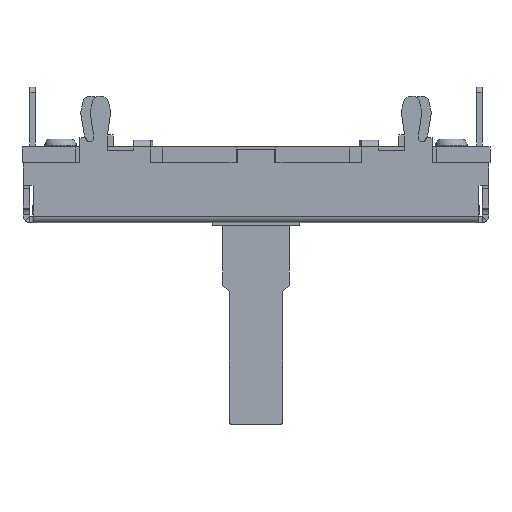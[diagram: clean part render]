
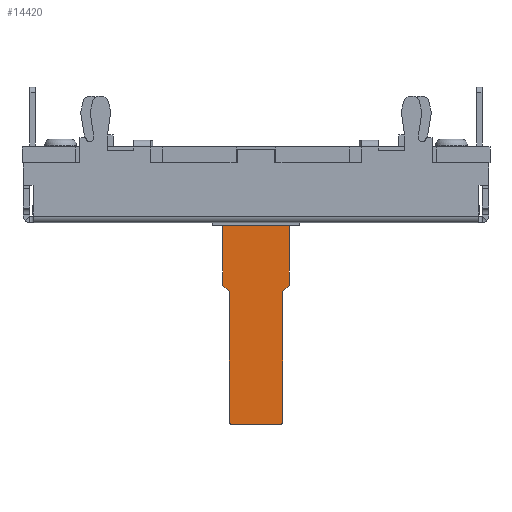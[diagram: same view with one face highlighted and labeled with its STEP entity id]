
A CAD part, front view. The second image highlights one B-rep face of the part: STEP entity #14420.
In plain terms, the highlighted planar face has unit normal (0, -1, 0).
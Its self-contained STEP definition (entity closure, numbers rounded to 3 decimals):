
#12645=CARTESIAN_POINT('',(19.4,4.05,-20.7));
#12646=DIRECTION('',(0.,-1.,0.));
#12647=DIRECTION('',(0.,0.,-1.));
#12648=AXIS2_PLACEMENT_3D('',#12645,#12646,#12647);
#12650=CARTESIAN_POINT('',(15.8,4.05,-20.7));
#12651=DIRECTION('',(0.,-1.,0.));
#12652=DIRECTION('',(-1.,0.,0.));
#12653=AXIS2_PLACEMENT_3D('',#12650,#12651,#12652);
#12655=DIRECTION('',(0.707,0.,-0.707));
#12656=VECTOR('',#12655,0.707);
#12657=CARTESIAN_POINT('',(15.1,4.05,-10.4));
#12658=LINE('',#12657,#12656);
#12659=DIRECTION('',(0.,0.,-1.));
#12660=VECTOR('',#12659,4.5);
#12661=CARTESIAN_POINT('',(15.1,4.05,-5.9));
#12662=LINE('',#12661,#12660);
#12663=DIRECTION('',(-1.,0.,0.));
#12664=VECTOR('',#12663,5.);
#12665=CARTESIAN_POINT('',(20.1,4.05,-5.9));
#12666=LINE('',#12665,#12664);
#12667=DIRECTION('',(0.707,0.,0.707));
#12668=VECTOR('',#12667,0.707);
#12669=CARTESIAN_POINT('',(19.6,4.05,-10.9));
#12670=LINE('',#12669,#12668);
#12675=DIRECTION('',(-1.,0.,0.));
#12676=VECTOR('',#12675,3.6);
#12677=CARTESIAN_POINT('',(19.4,4.05,-20.9));
#12678=LINE('',#12677,#12676);
#12695=DIRECTION('',(0.,0.,1.));
#12696=VECTOR('',#12695,9.8);
#12697=CARTESIAN_POINT('',(15.6,4.05,-20.7));
#12698=LINE('',#12697,#12696);
#12699=DIRECTION('',(0.,0.,-1.));
#12700=VECTOR('',#12699,4.5);
#12701=CARTESIAN_POINT('',(20.1,4.05,-5.9));
#12702=LINE('',#12701,#12700);
#12715=DIRECTION('',(0.,0.,-1.));
#12716=VECTOR('',#12715,9.8);
#12717=CARTESIAN_POINT('',(19.6,4.05,-10.9));
#12718=LINE('',#12717,#12716);
#13031=CARTESIAN_POINT('',(15.1,4.05,-5.9));
#13033=VERTEX_POINT('',#13031);
#13037=CARTESIAN_POINT('',(20.1,4.05,-5.9));
#13038=VERTEX_POINT('',#13037);
#13039=CARTESIAN_POINT('',(15.1,4.05,-10.4));
#13041=VERTEX_POINT('',#13039);
#13045=CARTESIAN_POINT('',(15.6,4.05,-10.9));
#13046=VERTEX_POINT('',#13045);
#13059=CARTESIAN_POINT('',(19.4,4.05,-20.9));
#13060=CARTESIAN_POINT('',(19.6,4.05,-20.7));
#13061=VERTEX_POINT('',#13059);
#13062=VERTEX_POINT('',#13060);
#13063=CARTESIAN_POINT('',(15.8,4.05,-20.9));
#13064=VERTEX_POINT('',#13063);
#13065=CARTESIAN_POINT('',(15.6,4.05,-20.7));
#13066=VERTEX_POINT('',#13065);
#13067=CARTESIAN_POINT('',(20.1,4.05,-10.4));
#13068=VERTEX_POINT('',#13067);
#13069=CARTESIAN_POINT('',(19.6,4.05,-10.9));
#13070=VERTEX_POINT('',#13069);
#14397=CARTESIAN_POINT('',(17.6,4.05,-13.4));
#14398=DIRECTION('',(0.,1.,0.));
#14399=DIRECTION('',(-1.,0.,0.));
#14400=AXIS2_PLACEMENT_3D('',#14397,#14398,#14399);
#14401=PLANE('',#14400);
#14402=ORIENTED_EDGE('',*,*,#14387,.F.);
#14404=ORIENTED_EDGE('',*,*,#14403,.T.);
#14406=ORIENTED_EDGE('',*,*,#14405,.F.);
#14408=ORIENTED_EDGE('',*,*,#14407,.T.);
#14409=ORIENTED_EDGE('',*,*,#14350,.F.);
#14410=ORIENTED_EDGE('',*,*,#14337,.F.);
#14411=ORIENTED_EDGE('',*,*,#14322,.F.);
#14413=ORIENTED_EDGE('',*,*,#14412,.T.);
#14415=ORIENTED_EDGE('',*,*,#14414,.F.);
#14417=ORIENTED_EDGE('',*,*,#14416,.T.);
#14418=EDGE_LOOP('',(#14402,#14404,#14406,#14408,#14409,#14410,#14411,#14413,
#14415,#14417));
#14419=FACE_OUTER_BOUND('',#14418,.F.);
#12649=CIRCLE('',#12648,0.2);
#12654=CIRCLE('',#12653,0.2);
#14322=EDGE_CURVE('',#13038,#13033,#12666,.T.);
#14337=EDGE_CURVE('',#13033,#13041,#12662,.T.);
#14350=EDGE_CURVE('',#13041,#13046,#12658,.T.);
#14387=EDGE_CURVE('',#13061,#13062,#12649,.T.);
#14403=EDGE_CURVE('',#13061,#13064,#12678,.T.);
#14405=EDGE_CURVE('',#13066,#13064,#12654,.T.);
#14407=EDGE_CURVE('',#13066,#13046,#12698,.T.);
#14412=EDGE_CURVE('',#13038,#13068,#12702,.T.);
#14414=EDGE_CURVE('',#13070,#13068,#12670,.T.);
#14416=EDGE_CURVE('',#13070,#13062,#12718,.T.);
#14420=ADVANCED_FACE('',(#14419),#14401,.F.);
